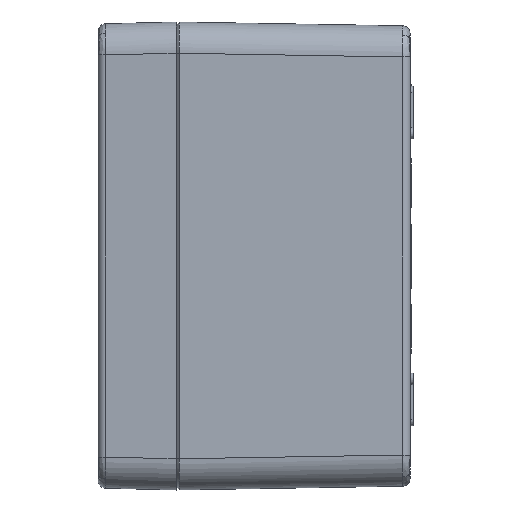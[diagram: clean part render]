
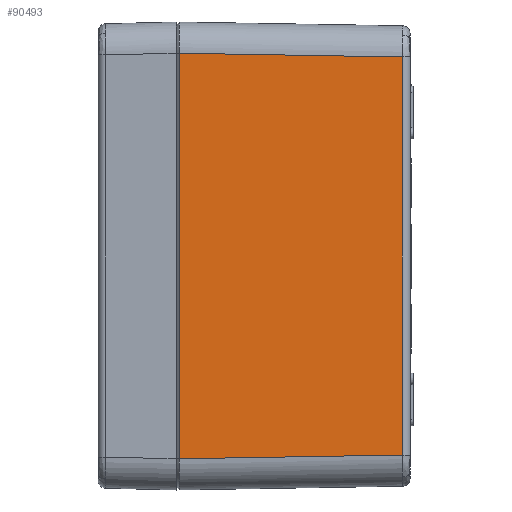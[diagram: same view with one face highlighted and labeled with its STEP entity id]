
A CAD part, left-side view. The second image highlights one B-rep face of the part: STEP entity #90493.
In plain terms, the highlighted planar face has unit normal (-1, -0.017, 0).
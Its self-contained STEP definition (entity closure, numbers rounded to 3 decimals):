
#47458 = VERTEX_POINT ( 'NONE', #82706 ) ;
#47581 = PLANE ( 'NONE',  #47636 ) ;
#47582 = FACE_OUTER_BOUND ( 'NONE', #92379, .T. ) ;
#47636 = AXIS2_PLACEMENT_3D ( 'NONE', #47640, #47639, #47638 ) ;
#47638 = DIRECTION ( 'NONE',  ( 0.017, -1., 0. ) ) ;
#47639 = DIRECTION ( 'NONE',  ( -1., -0.017, 0. ) ) ;
#47640 = CARTESIAN_POINT ( 'NONE',  ( -61., 0., -60. ) ) ;
#49431 = CARTESIAN_POINT ( 'NONE',  ( -60.987, -0.8, 51.988 ) ) ;
#49602 = DIRECTION ( 'NONE',  ( -0.017, 1., 0.017 ) ) ;
#49604 = VECTOR ( 'NONE', #49602, 1000. ) ;
#49605 = CARTESIAN_POINT ( 'NONE',  ( -60.969, -1.866, 51.97 ) ) ;
#49606 = LINE ( 'NONE', #49605, #49604 ) ;
#49649 = DIRECTION ( 'NONE',  ( 0., 0., -1. ) ) ;
#49650 = VECTOR ( 'NONE', #49649, 1000. ) ;
#49651 = CARTESIAN_POINT ( 'NONE',  ( -60.987, -0.8, -60. ) ) ;
#49652 = LINE ( 'NONE', #49651, #49650 ) ;
#50015 = DIRECTION ( 'NONE',  ( 0.017, -1., 0.017 ) ) ;
#50016 = VECTOR ( 'NONE', #50015, 1000. ) ;
#50017 = CARTESIAN_POINT ( 'NONE',  ( -61.002, 0.133, -52.003 ) ) ;
#50018 = LINE ( 'NONE', #50017, #50016 ) ;
#50437 = DIRECTION ( 'NONE',  ( 0., 0., 1. ) ) ;
#50438 = VECTOR ( 'NONE', #50437, 1000. ) ;
#50439 = CARTESIAN_POINT ( 'NONE',  ( -60.033, -58.033, 51.001 ) ) ;
#50440 = LINE ( 'NONE', #50439, #50438 ) ;
#50571 = CARTESIAN_POINT ( 'NONE',  ( -60.033, -58.033, -51.034 ) ) ;
#50782 = CARTESIAN_POINT ( 'NONE',  ( -60.987, -0.8, -51.988 ) ) ;
#82706 = CARTESIAN_POINT ( 'NONE',  ( -60.033, -58.033, 51.034 ) ) ;
#90493 = ADVANCED_FACE ( 'NONE', ( #47582 ), #47581, .T. ) ;
#91563 = ORIENTED_EDGE ( 'NONE', *, *, #91675, .T. ) ;
#91566 = VERTEX_POINT ( 'NONE', #49431 ) ;
#91675 = EDGE_CURVE ( 'NONE', #47458, #91566, #49606, .T. ) ;
#91682 = EDGE_CURVE ( 'NONE', #91566, #92372, #49652, .T. ) ;
#91745 = ORIENTED_EDGE ( 'NONE', *, *, #91682, .T. ) ;
#91898 = EDGE_CURVE ( 'NONE', #92372, #92219, #50018, .T. ) ;
#91961 = ORIENTED_EDGE ( 'NONE', *, *, #91898, .T. ) ;
#92156 = EDGE_CURVE ( 'NONE', #92219, #47458, #50440, .T. ) ;
#92219 = VERTEX_POINT ( 'NONE', #50571 ) ;
#92354 = ORIENTED_EDGE ( 'NONE', *, *, #92156, .T. ) ;
#92372 = VERTEX_POINT ( 'NONE', #50782 ) ;
#92379 = EDGE_LOOP ( 'NONE', ( #91961, #92354, #91563, #91745 ) ) ;
